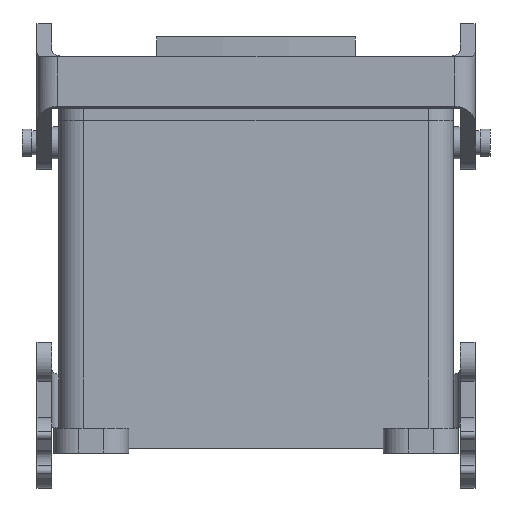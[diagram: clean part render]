
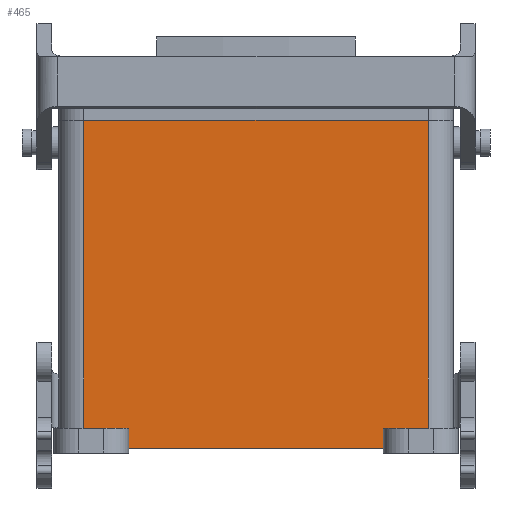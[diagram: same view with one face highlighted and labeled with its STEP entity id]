
A CAD part, left-side view. The second image highlights one B-rep face of the part: STEP entity #465.
In plain terms, the highlighted planar face has unit normal (-1, 0, 0).
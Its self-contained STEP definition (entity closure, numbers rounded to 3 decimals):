
#465 = ADVANCED_FACE( '', ( #1061 ), #1062, .F. );
#1061 = FACE_OUTER_BOUND( '', #1786, .T. );
#1062 = PLANE( '', #1787 );
#1786 = EDGE_LOOP( '', ( #3101, #3102, #3103, #3104, #3105, #3106, #3107, #3108 ) );
#1787 = AXIS2_PLACEMENT_3D( '', #3109, #3110, #3111 );
#3101 = ORIENTED_EDGE( '', *, *, #4122, .F. );
#3102 = ORIENTED_EDGE( '', *, *, #4492, .T. );
#3103 = ORIENTED_EDGE( '', *, *, #4254, .F. );
#3104 = ORIENTED_EDGE( '', *, *, #4493, .F. );
#3105 = ORIENTED_EDGE( '', *, *, #4082, .T. );
#3106 = ORIENTED_EDGE( '', *, *, #4494, .T. );
#3107 = ORIENTED_EDGE( '', *, *, #4495, .T. );
#3108 = ORIENTED_EDGE( '', *, *, #4097, .F. );
#3109 = CARTESIAN_POINT( '', ( -46.75, 0., 66.7 ) );
#3110 = DIRECTION( '', ( 1., 0., 0. ) );
#3111 = DIRECTION( '', ( 0., 1., 0. ) );
#4082 = EDGE_CURVE( '', #4877, #4875, #4878, .T. );
#4097 = EDGE_CURVE( '', #4902, #4904, #4905, .T. );
#4122 = EDGE_CURVE( '', #4943, #4902, #4945, .T. );
#4254 = EDGE_CURVE( '', #5170, #5171, #5172, .T. );
#4492 = EDGE_CURVE( '', #4943, #5171, #5534, .F. );
#4493 = EDGE_CURVE( '', #4877, #5170, #5535, .F. );
#4494 = EDGE_CURVE( '', #4875, #5536, #5537, .T. );
#4495 = EDGE_CURVE( '', #5536, #4904, #5538, .T. );
#4875 = VERTEX_POINT( '', #6008 );
#4877 = VERTEX_POINT( '', #6011 );
#4878 = LINE( '', #6012, #6013 );
#4902 = VERTEX_POINT( '', #6045 );
#4904 = VERTEX_POINT( '', #6048 );
#4905 = LINE( '', #6049, #6050 );
#4943 = VERTEX_POINT( '', #6099 );
#4945 = LINE( '', #6101, #6102 );
#5170 = VERTEX_POINT( '', #6396 );
#5171 = VERTEX_POINT( '', #6397 );
#5172 = LINE( '', #6398, #6399 );
#5534 = LINE( '', #6872, #6873 );
#5535 = LINE( '', #6874, #6875 );
#5536 = VERTEX_POINT( '', #6876 );
#5537 = LINE( '', #6877, #6878 );
#5538 = LINE( '', #6879, #6880 );
#6008 = CARTESIAN_POINT( '', ( -46.75, 25.5, 5. ) );
#6011 = CARTESIAN_POINT( '', ( -46.75, 34.5, 5. ) );
#6012 = CARTESIAN_POINT( '', ( -46.75, 99.821, 5. ) );
#6013 = VECTOR( '', #7332, 1000. );
#6045 = CARTESIAN_POINT( '', ( -46.75, -25.5, 5. ) );
#6048 = CARTESIAN_POINT( '', ( -46.75, -25.5, 1. ) );
#6049 = CARTESIAN_POINT( '', ( -46.75, -25.5, 99.821 ) );
#6050 = VECTOR( '', #7354, 1000. );
#6099 = CARTESIAN_POINT( '', ( -46.75, -34.5, 5. ) );
#6101 = CARTESIAN_POINT( '', ( -46.75, -99.821, 5. ) );
#6102 = VECTOR( '', #7393, 1000. );
#6396 = CARTESIAN_POINT( '', ( -46.75, 34.5, 66.7 ) );
#6397 = CARTESIAN_POINT( '', ( -46.75, -34.5, 66.7 ) );
#6398 = CARTESIAN_POINT( '', ( -46.75, 0., 66.7 ) );
#6399 = VECTOR( '', #7574, 1000. );
#6872 = CARTESIAN_POINT( '', ( -46.75, -34.5, 66.7 ) );
#6873 = VECTOR( '', #7893, 1000. );
#6874 = CARTESIAN_POINT( '', ( -46.75, 34.5, 66.7 ) );
#6875 = VECTOR( '', #7894, 1000. );
#6876 = CARTESIAN_POINT( '', ( -46.75, 25.5, 1. ) );
#6877 = CARTESIAN_POINT( '', ( -46.75, 25.5, 99.821 ) );
#6878 = VECTOR( '', #7895, 1000. );
#6879 = CARTESIAN_POINT( '', ( -46.75, -25.5, 1. ) );
#6880 = VECTOR( '', #7896, 1000. );
#7332 = DIRECTION( '', ( 0., -1., 0. ) );
#7354 = DIRECTION( '', ( 0., 0., -1. ) );
#7393 = DIRECTION( '', ( 0., 1., 0. ) );
#7574 = DIRECTION( '', ( 0., -1., 0. ) );
#7893 = DIRECTION( '', ( 0., 0., -1. ) );
#7894 = DIRECTION( '', ( 0., 0., -1. ) );
#7895 = DIRECTION( '', ( 0., 0., -1. ) );
#7896 = DIRECTION( '', ( 0., -1., 0. ) );
